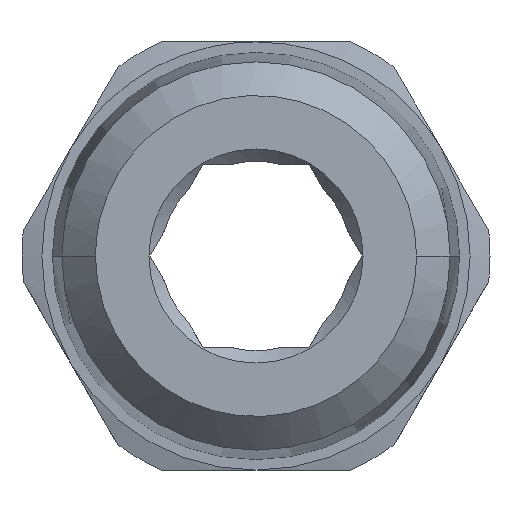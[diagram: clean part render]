
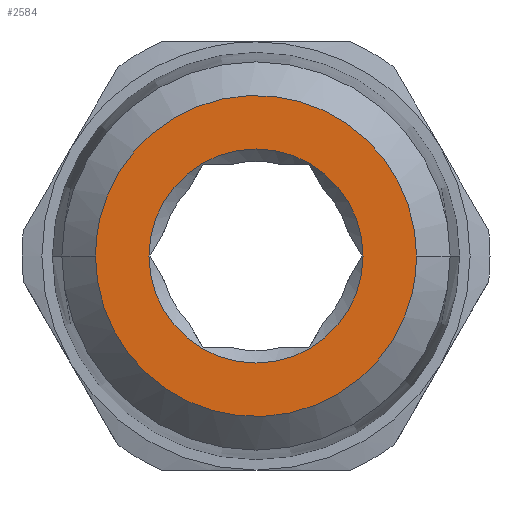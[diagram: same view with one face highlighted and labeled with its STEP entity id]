
A CAD part, front view. The second image highlights one B-rep face of the part: STEP entity #2584.
In plain terms, the highlighted planar face has unit normal (0, -1, 0).
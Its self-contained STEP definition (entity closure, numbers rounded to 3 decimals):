
#2417=CARTESIAN_POINT('Vertex',(3.5,-11.,0.)) ;
#2420=CARTESIAN_POINT('Axis2P3D Location',(0.,-11.,0.)) ;
#2424=CARTESIAN_POINT('Vertex',(-3.5,-11.,0.)) ;
#2452=CARTESIAN_POINT('Axis2P3D Location',(0.,-11.,0.)) ;
#2521=CARTESIAN_POINT('Axis2P3D Location',(0.,-11.,0.)) ;
#2527=CARTESIAN_POINT('Control Point',(-5.248,-11.,0.)) ;
#2528=CARTESIAN_POINT('Control Point',(-5.248,-11.,-0.561)) ;
#2529=CARTESIAN_POINT('Control Point',(-5.173,-11.,-1.122)) ;
#2530=CARTESIAN_POINT('Control Point',(-5.023,-11.,-1.67)) ;
#2531=CARTESIAN_POINT('Control Point',(-4.58,-11.,-2.712)) ;
#2532=CARTESIAN_POINT('Control Point',(-3.879,-11.,-3.601)) ;
#2533=CARTESIAN_POINT('Control Point',(-3.471,-11.,-3.996)) ;
#2534=CARTESIAN_POINT('Control Point',(-2.559,-11.,-4.667)) ;
#2535=CARTESIAN_POINT('Control Point',(-1.503,-11.,-5.075)) ;
#2536=CARTESIAN_POINT('Control Point',(-0.95,-11.,-5.207)) ;
#2537=CARTESIAN_POINT('Control Point',(0.176,-11.,-5.32)) ;
#2538=CARTESIAN_POINT('Control Point',(1.293,-11.,-5.133)) ;
#2539=CARTESIAN_POINT('Control Point',(1.835,-11.,-4.965)) ;
#2540=CARTESIAN_POINT('Control Point',(2.862,-11.,-4.488)) ;
#2541=CARTESIAN_POINT('Control Point',(3.728,-11.,-3.758)) ;
#2542=CARTESIAN_POINT('Control Point',(4.109,-11.,-3.337)) ;
#2543=CARTESIAN_POINT('Control Point',(4.71,-11.,-2.461)) ;
#2544=CARTESIAN_POINT('Control Point',(5.075,-11.,-1.466)) ;
#2545=CARTESIAN_POINT('Control Point',(5.19,-11.,-0.983)) ;
#2546=CARTESIAN_POINT('Control Point',(5.248,-11.,-0.492)) ;
#2547=CARTESIAN_POINT('Control Point',(5.248,-11.,0.)) ;
#2548=CARTESIAN_POINT('Vertex',(-5.248,-11.,0.)) ;
#2550=CARTESIAN_POINT('Vertex',(5.248,-11.,0.)) ;
#2554=CARTESIAN_POINT('Control Point',(5.248,-11.,0.)) ;
#2555=CARTESIAN_POINT('Control Point',(5.248,-11.,0.561)) ;
#2556=CARTESIAN_POINT('Control Point',(5.173,-11.,1.122)) ;
#2557=CARTESIAN_POINT('Control Point',(5.023,-11.,1.67)) ;
#2558=CARTESIAN_POINT('Control Point',(4.58,-11.,2.712)) ;
#2559=CARTESIAN_POINT('Control Point',(3.879,-11.,3.601)) ;
#2560=CARTESIAN_POINT('Control Point',(3.471,-11.,3.996)) ;
#2561=CARTESIAN_POINT('Control Point',(2.559,-11.,4.667)) ;
#2562=CARTESIAN_POINT('Control Point',(1.503,-11.,5.075)) ;
#2563=CARTESIAN_POINT('Control Point',(0.95,-11.,5.207)) ;
#2564=CARTESIAN_POINT('Control Point',(-0.176,-11.,5.32)) ;
#2565=CARTESIAN_POINT('Control Point',(-1.293,-11.,5.133)) ;
#2566=CARTESIAN_POINT('Control Point',(-1.835,-11.,4.965)) ;
#2567=CARTESIAN_POINT('Control Point',(-2.862,-11.,4.488)) ;
#2568=CARTESIAN_POINT('Control Point',(-3.728,-11.,3.758)) ;
#2569=CARTESIAN_POINT('Control Point',(-4.109,-11.,3.337)) ;
#2570=CARTESIAN_POINT('Control Point',(-4.71,-11.,2.461)) ;
#2571=CARTESIAN_POINT('Control Point',(-5.075,-11.,1.466)) ;
#2572=CARTESIAN_POINT('Control Point',(-5.19,-11.,0.983)) ;
#2573=CARTESIAN_POINT('Control Point',(-5.248,-11.,0.492)) ;
#2574=CARTESIAN_POINT('Control Point',(-5.248,-11.,0.)) ;
#2421=DIRECTION('Axis2P3D Direction',(0.,-1.,0.)) ;
#2453=DIRECTION('Axis2P3D Direction',(0.,-1.,0.)) ;
#2522=DIRECTION('Axis2P3D Direction',(0.,1.,0.)) ;
#2523=DIRECTION('Axis2P3D XDirection',(0.,0.,1.)) ;
#2422=AXIS2_PLACEMENT_3D('Circle Axis2P3D',#2420,#2421,$) ;
#2454=AXIS2_PLACEMENT_3D('Circle Axis2P3D',#2452,#2453,$) ;
#2524=AXIS2_PLACEMENT_3D('Plane Axis2P3D',#2521,#2522,#2523) ;
#2577=ORIENTED_EDGE('',*,*,#2552,.T.) ;
#2578=ORIENTED_EDGE('',*,*,#2575,.T.) ;
#2581=ORIENTED_EDGE('',*,*,#2456,.F.) ;
#2582=ORIENTED_EDGE('',*,*,#2426,.F.) ;
#2583=FACE_BOUND('',#2580,.T.) ;
#2584=ADVANCED_FACE('PN510B-08R14',(#2579,#2583),#2525,.F.) ;
#2526=B_SPLINE_CURVE_WITH_KNOTS('',5,(#2527,#2528,#2529,#2530,#2531,#2532,#2533,#2534,#2535,#2536,#2537,#2538,#2539,#2540,#2541,#2542,#2543,#2544,#2545,#2546,#2547),.UNSPECIFIED.,.F.,.U.,(6,3,3,3,3,3,6),(0.,3.968,7.935,11.903,15.871,19.839,23.315),.UNSPECIFIED.) ;
#2553=B_SPLINE_CURVE_WITH_KNOTS('',5,(#2554,#2555,#2556,#2557,#2558,#2559,#2560,#2561,#2562,#2563,#2564,#2565,#2566,#2567,#2568,#2569,#2570,#2571,#2572,#2573,#2574),.UNSPECIFIED.,.F.,.U.,(6,3,3,3,3,3,6),(0.,3.968,7.935,11.903,15.871,19.839,23.315),.UNSPECIFIED.) ;
#2423=CIRCLE('generated circle',#2422,3.5) ;
#2455=CIRCLE('generated circle',#2454,3.5) ;
#2426=EDGE_CURVE('',#2418,#2425,#2423,.T.) ;
#2456=EDGE_CURVE('',#2425,#2418,#2455,.T.) ;
#2552=EDGE_CURVE('',#2549,#2551,#2526,.T.) ;
#2575=EDGE_CURVE('',#2551,#2549,#2553,.T.) ;
#2576=EDGE_LOOP('',(#2577,#2578)) ;
#2580=EDGE_LOOP('',(#2581,#2582)) ;
#2579=FACE_OUTER_BOUND('',#2576,.T.) ;
#2525=PLANE('',#2524) ;
#2418=VERTEX_POINT('',#2417) ;
#2425=VERTEX_POINT('',#2424) ;
#2549=VERTEX_POINT('',#2548) ;
#2551=VERTEX_POINT('',#2550) ;
